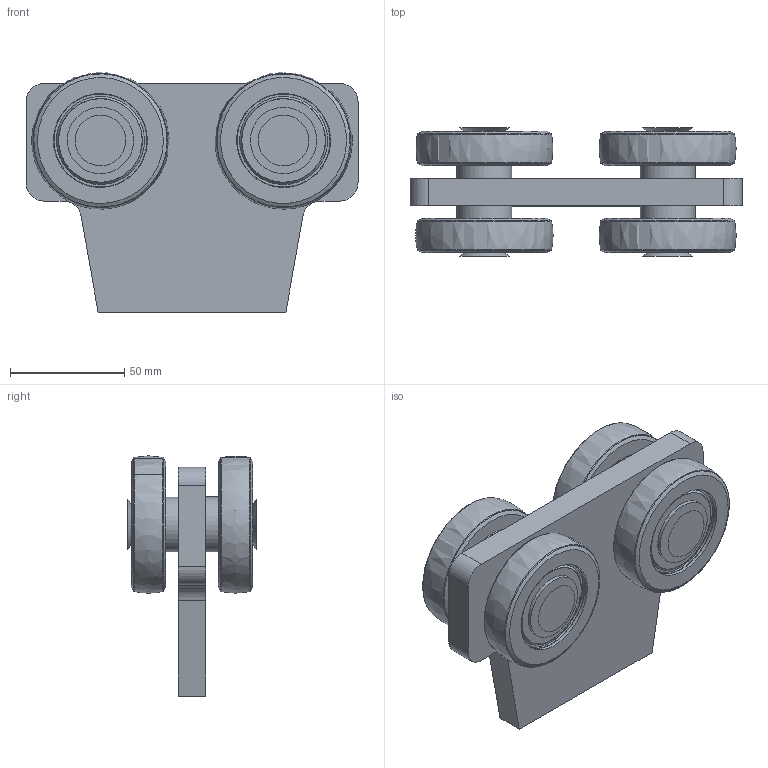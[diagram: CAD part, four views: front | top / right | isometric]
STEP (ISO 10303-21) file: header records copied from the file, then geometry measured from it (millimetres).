
FILE_DESCRIPTION(('STEP AP214'),'1');
FILE_NAME('PMH Åkvagn 1610S.stp','2013-08-01T09:54:48',(' '),(' '),'Spatial InterOp 3D',' ',' ');
FILE_SCHEMA(('automotive_design'));
Length unit declared in the file: millimetre
Products named in the file (14): PMH Profilskena akvagn 1610S; NAUO16; NAUO15; NAUO25; NAUO13; NAUO17; NAUO29; NAUO19; NAUO20; NAUO22; NAUO12; 1610S _kvagn; NAUO3
Assembly tree (30 placements, depth 3):
  PMH Profilskena akvagn 1610S
    NAUO16  x4
    NAUO15  x4
      NAUO25
    NAUO13  x4
      NAUO17
      NAUO17
      NAUO29
      NAUO19
      NAUO20
      NAUO22
    NAUO12
      1610S _kvagn
      NAUO3  x2
Bounding box: 145 x 56 x 104.99 mm (x, y, z)
Volume: 288269.2 mm3; surface area: 114994.1 mm2
Topology: 63 solids, 63 shells, 292 faces, 540 edges, 346 vertices
Faces by surface type: plane 106, cylinder 94, cone 36, sphere 36, torus 20
Full cylindrical faces by diameter (mm): 16.98 x2, 17 x4, 17.2 x6, 17.5 x4, 24 x4, 26 x16, 28.5 x8, 29 x4, 29.22 x4, 37.16 x4, 37.5 x8, 40.6 x8, 41 x16
Entity records: 2965 total; most frequent: DIRECTION 418, CARTESIAN_POINT 318, ORIENTED_EDGE 216, AXIS2_PLACEMENT_3D 194, EDGE_LOOP 148, FACE_OUTER_BOUND 109, EDGE_CURVE 108, VERTEX_POINT 94
